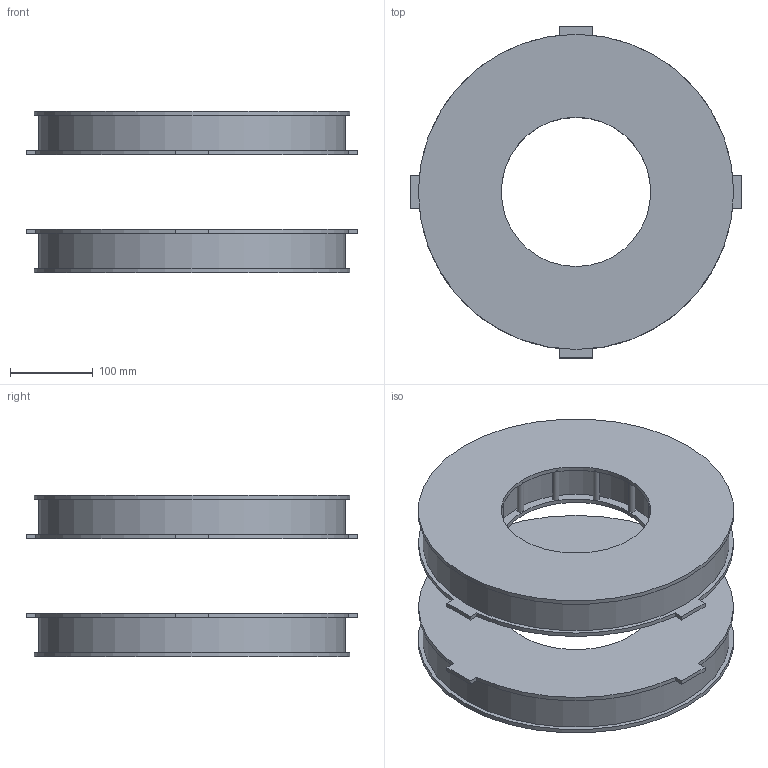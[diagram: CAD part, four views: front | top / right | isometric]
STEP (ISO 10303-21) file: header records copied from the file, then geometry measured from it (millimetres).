
FILE_DESCRIPTION(('Open CASCADE Model'),'2;1');
FILE_NAME('Open CASCADE Shape Model','2025-07-31T21:09:24',('Author'),( 'Open CASCADE'),'Open CASCADE STEP processor 7.7','Open CASCADE 7.7' ,'Unknown');
FILE_SCHEMA(('AUTOMOTIVE_DESIGN { 1 0 10303 214 1 1 1 1 }'));
Length unit declared in the file: millimetre
Products named in the file (15): a2e0879c-6e52-11f0-9537-065ea4f38ea3; Coil1; coil; coil_part; top_plate; top_plate_part; bottom_plate; bottom_plate_part; spacers; spacers_part; Coil2
Assembly tree (18 placements, depth 4):
  a2e0879c-6e52-11f0-9537-065ea4f38ea3
    Coil1
      coil
        coil_part
      top_plate
        top_plate_part
      bottom_plate
        bottom_plate_part
      spacers
        spacers_part
    Coil2
      coil
        coil_part
      top_plate
        top_plate_part
      bottom_plate
        bottom_plate_part
      spacers
        spacers_part
Bounding box: 400 x 400 x 195 mm (x, y, z)
Volume: 8298469.7 mm3; surface area: 1232294 mm2
Topology: 30 solids, 30 shells, 126 faces, 198 edges, 132 vertices
Faces by surface type: plane 84, cylinder 42
Full cylindrical faces by diameter (mm): 8 x24, 180 x4, 200 x2, 370 x2, 380 x2
Entity records: 3096 total; most frequent: DIRECTION 487, CARTESIAN_POINT 461, ORIENTED_EDGE 198, PCURVE 198, DEFINITIONAL_REPRESENTATION 198, LINE 197, VECTOR 197, AXIS2_PLACEMENT_3D 124
